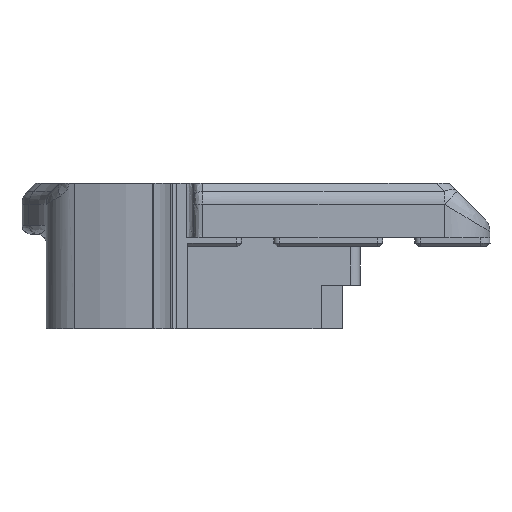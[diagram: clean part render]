
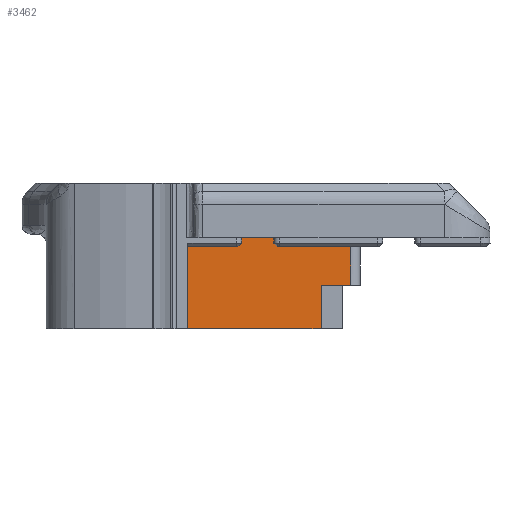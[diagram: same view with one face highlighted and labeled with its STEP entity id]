
A CAD part, left-side view. The second image highlights one B-rep face of the part: STEP entity #3462.
In plain terms, the highlighted planar face has unit normal (-1, 0, 0).
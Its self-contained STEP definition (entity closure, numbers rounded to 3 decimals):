
#116 = EDGE_CURVE ( 'NONE', #4212, #6749, #308, .T. ) ;
#219 = VERTEX_POINT ( 'NONE', #6950 ) ;
#308 = LINE ( 'NONE', #8365, #545 ) ;
#495 = DIRECTION ( 'NONE',  ( 0., -1., 0. ) ) ;
#545 = VECTOR ( 'NONE', #5566, 1000. ) ;
#749 = VECTOR ( 'NONE', #3725, 1000. ) ;
#768 = EDGE_CURVE ( 'NONE', #5970, #3863, #8212, .T. ) ;
#787 = DIRECTION ( 'NONE',  ( 0., 0., 1. ) ) ;
#968 = ORIENTED_EDGE ( 'NONE', *, *, #2117, .T. ) ;
#1024 = FACE_OUTER_BOUND ( 'NONE', #5963, .T. ) ;
#1288 = LINE ( 'NONE', #7955, #749 ) ;
#1655 = VERTEX_POINT ( 'NONE', #7301 ) ;
#1929 = CARTESIAN_POINT ( 'NONE',  ( -5.75, -46.1, 12. ) ) ;
#1945 = ORIENTED_EDGE ( 'NONE', *, *, #7972, .T. ) ;
#2117 = EDGE_CURVE ( 'NONE', #5970, #1655, #6802, .T. ) ;
#2833 = CARTESIAN_POINT ( 'NONE',  ( -5.75, -53.4, 22. ) ) ;
#3067 = ORIENTED_EDGE ( 'NONE', *, *, #768, .F. ) ;
#3376 = AXIS2_PLACEMENT_3D ( 'NONE', #3918, #6901, #495 ) ;
#3459 = VECTOR ( 'NONE', #8983, 1000. ) ;
#3462 = ADVANCED_FACE ( 'NONE', ( #1024 ), #8141, .T. ) ;
#3725 = DIRECTION ( 'NONE',  ( 0., 0., 1. ) ) ;
#3774 = EDGE_CURVE ( 'NONE', #3863, #6749, #1288, .T. ) ;
#3863 = VERTEX_POINT ( 'NONE', #7246 ) ;
#3918 = CARTESIAN_POINT ( 'NONE',  ( -5.75, -53.4, 22. ) ) ;
#4212 = VERTEX_POINT ( 'NONE', #7473 ) ;
#4230 = DIRECTION ( 'NONE',  ( 0., -1., 0. ) ) ;
#4429 = DIRECTION ( 'NONE',  ( 0., 0., 1. ) ) ;
#4861 = ORIENTED_EDGE ( 'NONE', *, *, #3774, .F. ) ;
#4907 = ORIENTED_EDGE ( 'NONE', *, *, #116, .T. ) ;
#5085 = CARTESIAN_POINT ( 'NONE',  ( -5.75, -56.683, 22. ) ) ;
#5231 = VECTOR ( 'NONE', #4230, 1000. ) ;
#5566 = DIRECTION ( 'NONE',  ( 0., 1., 0. ) ) ;
#5748 = CARTESIAN_POINT ( 'NONE',  ( -5.75, -53.4, 16.8 ) ) ;
#5963 = EDGE_LOOP ( 'NONE', ( #968, #8167, #1945, #4907, #4861, #3067 ) ) ;
#5970 = VERTEX_POINT ( 'NONE', #7786 ) ;
#6564 = LINE ( 'NONE', #5748, #5231 ) ;
#6749 = VERTEX_POINT ( 'NONE', #8856 ) ;
#6802 = LINE ( 'NONE', #2833, #7355 ) ;
#6901 = DIRECTION ( 'NONE',  ( -1., 0., 0. ) ) ;
#6950 = CARTESIAN_POINT ( 'NONE',  ( -5.75, -56.683, 16.8 ) ) ;
#6987 = EDGE_CURVE ( 'NONE', #1655, #219, #6564, .T. ) ;
#7246 = CARTESIAN_POINT ( 'NONE',  ( -5.75, -38.8, 12. ) ) ;
#7301 = CARTESIAN_POINT ( 'NONE',  ( -5.75, -53.4, 16.8 ) ) ;
#7355 = VECTOR ( 'NONE', #787, 1000. ) ;
#7473 = CARTESIAN_POINT ( 'NONE',  ( -5.75, -56.683, 22. ) ) ;
#7786 = CARTESIAN_POINT ( 'NONE',  ( -5.75, -53.4, 12. ) ) ;
#7791 = LINE ( 'NONE', #5085, #8982 ) ;
#7955 = CARTESIAN_POINT ( 'NONE',  ( -5.75, -38.8, 22. ) ) ;
#7972 = EDGE_CURVE ( 'NONE', #219, #4212, #7791, .T. ) ;
#8141 = PLANE ( 'NONE',  #3376 ) ;
#8167 = ORIENTED_EDGE ( 'NONE', *, *, #6987, .T. ) ;
#8212 = LINE ( 'NONE', #1929, #3459 ) ;
#8365 = CARTESIAN_POINT ( 'NONE',  ( -5.75, -34.975, 22. ) ) ;
#8856 = CARTESIAN_POINT ( 'NONE',  ( -5.75, -38.8, 22. ) ) ;
#8982 = VECTOR ( 'NONE', #4429, 1000. ) ;
#8983 = DIRECTION ( 'NONE',  ( 0., 1., 0. ) ) ;
